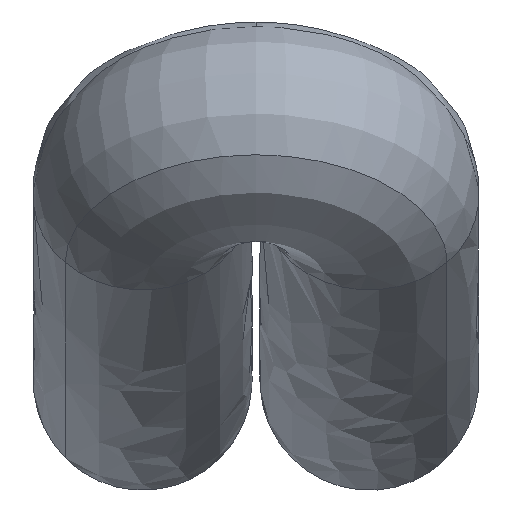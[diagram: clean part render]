
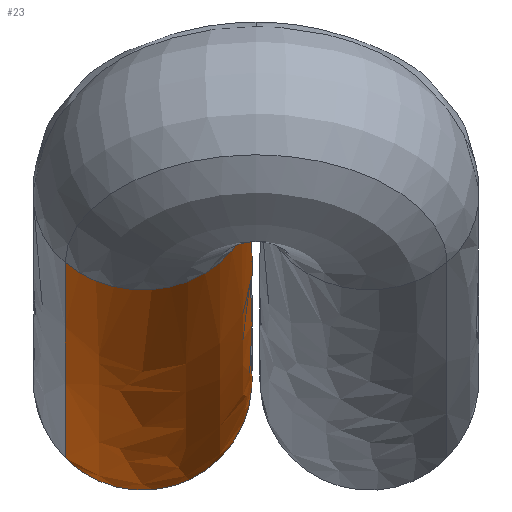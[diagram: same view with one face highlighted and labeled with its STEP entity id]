
A CAD part, front view. The second image highlights one B-rep face of the part: STEP entity #23.
In plain terms, the highlighted free-form (B-spline) face has degree [3, 2] with [9, 5] control points.
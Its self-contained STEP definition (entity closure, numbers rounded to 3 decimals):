
#23=ADVANCED_FACE('',(#37),#221,.T.);
#37=FACE_OUTER_BOUND('',#51,.T.);
#51=EDGE_LOOP('',(#97,#98,#99,#100,#101));
#97=ORIENTED_EDGE('',*,*,#125,.F.);
#98=ORIENTED_EDGE('',*,*,#124,.F.);
#99=ORIENTED_EDGE('',*,*,#128,.T.);
#100=ORIENTED_EDGE('',*,*,#129,.T.);
#101=ORIENTED_EDGE('',*,*,#144,.F.);
#124=EDGE_CURVE('',#196,#197,#152,.T.);
#125=EDGE_CURVE('',#197,#198,#153,.T.);
#128=EDGE_CURVE('',#196,#200,#182,.T.);
#129=EDGE_CURVE('',#200,#209,#162,.T.);
#144=EDGE_CURVE('',#198,#209,#189,.T.);
#152=B_SPLINE_CURVE_WITH_KNOTS('',3,(#1733,#1734,#1735,#1736,#1737,#1738,
#1739,#1740,#1741,#1742,#1743,#1744,#1745),.UNSPECIFIED.,.F.,.F.,(4,1,1,
1,1,1,1,1,1,1,4),(0.,17.53,26.743,36.219,
45.878,55.63,65.38,75.035,84.506,
93.712,111.227),.UNSPECIFIED.);
#153=B_SPLINE_CURVE_WITH_KNOTS('',3,(#1746,#1747,#1748,#1749,#1750,#1751,
#1752,#1753,#1754,#1755,#1756,#1757,#1758),.UNSPECIFIED.,.F.,.F.,(4,1,1,
1,1,1,1,1,1,1,4),(111.227,128.67,137.8,147.165,
156.695,166.31,175.924,185.454,194.821,
203.951,221.397),.UNSPECIFIED.);
#162=TRIMMED_CURVE($,#172,(#1796),(#1797),.T.,.CARTESIAN.);
#172=CIRCLE('',#316,70.);
#182=(
BOUNDED_CURVE()
B_SPLINE_CURVE(3,(#1785,#1786,#1787,#1788,#1789,#1790,#1791,#1792,#1793,
#1794),.UNSPECIFIED.,.F.,.F.)
B_SPLINE_CURVE_WITH_KNOTS((4,3,3,4),(534.984,600.767,
700.894,801.022),.UNSPECIFIED.)
CURVE()
GEOMETRIC_REPRESENTATION_ITEM()
RATIONAL_B_SPLINE_CURVE((1.,1.,1.,1.,1.,1.,1.,1.,1.,1.))
REPRESENTATION_ITEM('')
);
#189=(
BOUNDED_CURVE()
B_SPLINE_CURVE(3,(#2014,#2015,#2016,#2017,#2018,#2019,#2020,#2021,#2022,
#2023,#2024,#2025,#2026),.UNSPECIFIED.,.F.,.F.)
B_SPLINE_CURVE_WITH_KNOTS((4,3,3,3,4),(518.,526.13,
600.767,700.894,801.022),.UNSPECIFIED.)
CURVE()
GEOMETRIC_REPRESENTATION_ITEM()
RATIONAL_B_SPLINE_CURVE((1.,1.,1.,1.,1.,1.,1.,1.,1.,1.,1.,1.,1.))
REPRESENTATION_ITEM('')
);
#196=VERTEX_POINT('',#1662);
#197=VERTEX_POINT('',#1663);
#198=VERTEX_POINT('',#1664);
#200=VERTEX_POINT('',#1666);
#209=VERTEX_POINT('',#1675);
#221=(
BOUNDED_SURFACE()
B_SPLINE_SURFACE(3,2,((#1185,#1186,#1187,#1188,#1189),(#1190,#1191,#1192,
#1193,#1194),(#1195,#1196,#1197,#1198,#1199),(#1200,#1201,#1202,#1203,#1204),
(#1205,#1206,#1207,#1208,#1209),(#1210,#1211,#1212,#1213,#1214),(#1215,
#1216,#1217,#1218,#1219),(#1220,#1221,#1222,#1223,#1224),(#1225,#1226,#1227,
#1228,#1229)),.UNSPECIFIED.,.F.,.F.,.F.)
B_SPLINE_SURFACE_WITH_KNOTS((4,3,1,1,4),(3,2,3),(200.422,526.13,
600.767,700.894,801.022),(0.,109.956,
219.911),.UNSPECIFIED.)
GEOMETRIC_REPRESENTATION_ITEM()
RATIONAL_B_SPLINE_SURFACE(((1.,0.707,1.,0.707,1.),
(1.,0.707,1.,0.707,1.),(1.,0.707,1.,
0.707,1.),(1.,0.707,1.,0.707,1.),(1.,
0.707,1.,0.707,1.),(1.,0.707,1.,0.707,
1.),(1.,0.707,1.,0.707,1.),(1.,0.707,
1.,0.707,1.),(1.,0.707,1.,0.707,1.)))
REPRESENTATION_ITEM('')
SURFACE()
);
#316=AXIS2_PLACEMENT_3D($,#1795,#331,#332);
#331=DIRECTION('',(0.,0.847,-0.531));
#332=DIRECTION('',(0.71,0.374,0.596));
#1185=CARTESIAN_POINT('',(925.758,10836.978,-528.483));
#1186=CARTESIAN_POINT('',(975.026,10834.304,-580.042));
#1187=CARTESIAN_POINT('',(925.301,10831.642,-631.124));
#1188=CARTESIAN_POINT('',(875.576,10828.979,-682.207));
#1189=CARTESIAN_POINT('',(826.307,10831.653,-630.648));
#1190=CARTESIAN_POINT('',(925.758,10738.409,-495.355));
#1191=CARTESIAN_POINT('',(975.026,10731.346,-545.439));
#1192=CARTESIAN_POINT('',(925.301,10724.338,-595.061));
#1193=CARTESIAN_POINT('',(875.576,10717.33,-644.683));
#1194=CARTESIAN_POINT('',(826.307,10724.392,-594.599));
#1195=CARTESIAN_POINT('',(925.758,10639.839,-462.228));
#1196=CARTESIAN_POINT('',(975.026,10628.388,-510.837));
#1197=CARTESIAN_POINT('',(925.301,10617.034,-558.998));
#1198=CARTESIAN_POINT('',(875.576,10605.681,-607.16));
#1199=CARTESIAN_POINT('',(826.307,10617.132,-558.55));
#1200=CARTESIAN_POINT('',(925.758,10541.27,-429.1));
#1201=CARTESIAN_POINT('',(975.026,10525.43,-476.235));
#1202=CARTESIAN_POINT('',(925.301,10509.731,-522.936));
#1203=CARTESIAN_POINT('',(875.576,10494.032,-569.636));
#1204=CARTESIAN_POINT('',(826.307,10509.872,-522.501));
#1205=CARTESIAN_POINT('',(925.758,10518.683,-421.509));
#1206=CARTESIAN_POINT('',(975.026,10501.837,-468.306));
#1207=CARTESIAN_POINT('',(925.301,10485.142,-514.672));
#1208=CARTESIAN_POINT('',(875.576,10468.447,-561.038));
#1209=CARTESIAN_POINT('',(826.307,10485.293,-514.241));
#1210=CARTESIAN_POINT('',(925.758,10466.37,-402.043));
#1211=CARTESIAN_POINT('',(975.026,10447.189,-447.971));
#1212=CARTESIAN_POINT('',(925.301,10428.182,-493.476));
#1213=CARTESIAN_POINT('',(875.576,10409.175,-538.981));
#1214=CARTESIAN_POINT('',(826.307,10428.356,-493.054));
#1215=CARTESIAN_POINT('',(925.758,10386.573,-365.32));
#1216=CARTESIAN_POINT('',(975.026,10363.839,-409.613));
#1217=CARTESIAN_POINT('',(925.301,10341.314,-453.499));
#1218=CARTESIAN_POINT('',(875.576,10318.788,-497.385));
#1219=CARTESIAN_POINT('',(826.307,10341.522,-453.092));
#1220=CARTESIAN_POINT('',(925.758,10330.949,-333.686));
#1221=CARTESIAN_POINT('',(975.026,10305.738,-376.57));
#1222=CARTESIAN_POINT('',(925.301,10280.758,-419.06));
#1223=CARTESIAN_POINT('',(875.576,10255.779,-461.55));
#1224=CARTESIAN_POINT('',(826.307,10280.99,-418.666));
#1225=CARTESIAN_POINT('',(925.758,10303.875,-316.703));
#1226=CARTESIAN_POINT('',(975.026,10277.453,-358.827));
#1227=CARTESIAN_POINT('',(925.301,10251.273,-400.565));
#1228=CARTESIAN_POINT('',(875.576,10225.092,-442.302));
#1229=CARTESIAN_POINT('',(826.307,10251.515,-400.178));
#1662=CARTESIAN_POINT('',(925.758,10533.243,-426.368));
#1663=CARTESIAN_POINT('',(925.301,10517.833,-525.659));
#1664=CARTESIAN_POINT('',(826.307,10517.904,-525.201));
#1666=CARTESIAN_POINT('',(925.758,10303.875,-316.703));
#1675=CARTESIAN_POINT('',(826.307,10251.515,-400.178));
#1733=CARTESIAN_POINT('',(925.758,10533.243,-426.368));
#1734=CARTESIAN_POINT('',(929.841,10532.601,-430.504));
#1735=CARTESIAN_POINT('',(935.269,10531.502,-437.583));
#1736=CARTESIAN_POINT('',(940.658,10529.84,-448.295));
#1737=CARTESIAN_POINT('',(943.738,10528.465,-457.152));
#1738=CARTESIAN_POINT('',(945.637,10527.013,-466.509));
#1739=CARTESIAN_POINT('',(946.252,10525.521,-476.125));
#1740=CARTESIAN_POINT('',(945.549,10524.029,-485.733));
#1741=CARTESIAN_POINT('',(943.564,10522.581,-495.07));
#1742=CARTESIAN_POINT('',(940.403,10521.211,-503.893));
#1743=CARTESIAN_POINT('',(934.915,10519.558,-514.546));
#1744=CARTESIAN_POINT('',(929.422,10518.468,-521.567));
#1745=CARTESIAN_POINT('',(925.301,10517.833,-525.659));
#1746=CARTESIAN_POINT('',(925.301,10517.833,-525.659));
#1747=CARTESIAN_POINT('',(921.2,10517.2,-529.736));
#1748=CARTESIAN_POINT('',(914.165,10516.356,-535.175));
#1749=CARTESIAN_POINT('',(903.474,10515.516,-540.591));
#1750=CARTESIAN_POINT('',(894.642,10515.036,-543.683));
#1751=CARTESIAN_POINT('',(885.305,10514.74,-545.59));
#1752=CARTESIAN_POINT('',(875.708,10514.644,-546.208));
#1753=CARTESIAN_POINT('',(866.118,10514.754,-545.502));
#1754=CARTESIAN_POINT('',(856.799,10515.063,-543.508));
#1755=CARTESIAN_POINT('',(847.996,10515.555,-540.334));
#1756=CARTESIAN_POINT('',(837.355,10516.411,-534.82));
#1757=CARTESIAN_POINT('',(830.371,10517.265,-529.316));
#1758=CARTESIAN_POINT('',(826.307,10517.904,-525.201));
#1785=CARTESIAN_POINT('',(925.758,10533.243,-426.368));
#1786=CARTESIAN_POINT('',(925.758,10513.387,-419.527));
#1787=CARTESIAN_POINT('',(925.758,10493.726,-412.126));
#1788=CARTESIAN_POINT('',(925.758,10474.289,-404.175));
#1789=CARTESIAN_POINT('',(925.758,10444.704,-392.073));
#1790=CARTESIAN_POINT('',(925.758,10415.638,-378.697));
#1791=CARTESIAN_POINT('',(925.758,10387.2,-364.1));
#1792=CARTESIAN_POINT('',(925.758,10358.761,-349.503));
#1793=CARTESIAN_POINT('',(925.758,10330.949,-333.686));
#1794=CARTESIAN_POINT('',(925.758,10303.875,-316.703));
#1795=CARTESIAN_POINT('',(876.032,10277.695,-358.441));
#1796=CARTESIAN_POINT('',(925.758,10303.875,-316.703));
#1797=CARTESIAN_POINT('',(826.307,10251.515,-400.178));
#2014=CARTESIAN_POINT('',(826.307,10517.904,-525.201));
#2015=CARTESIAN_POINT('',(826.307,10515.227,-524.301));
#2016=CARTESIAN_POINT('',(826.307,10512.549,-523.401));
#2017=CARTESIAN_POINT('',(826.307,10509.872,-522.501));
#2018=CARTESIAN_POINT('',(826.307,10485.293,-514.241));
#2019=CARTESIAN_POINT('',(826.307,10460.977,-505.192));
#2020=CARTESIAN_POINT('',(826.307,10436.976,-495.375));
#2021=CARTESIAN_POINT('',(826.307,10404.779,-482.204));
#2022=CARTESIAN_POINT('',(826.307,10373.151,-467.648));
#2023=CARTESIAN_POINT('',(826.307,10342.203,-451.764));
#2024=CARTESIAN_POINT('',(826.307,10311.256,-435.879));
#2025=CARTESIAN_POINT('',(826.307,10280.99,-418.666));
#2026=CARTESIAN_POINT('',(826.307,10251.515,-400.178));
